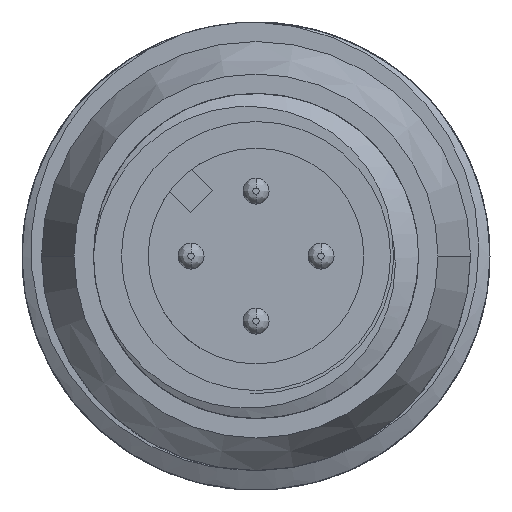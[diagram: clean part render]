
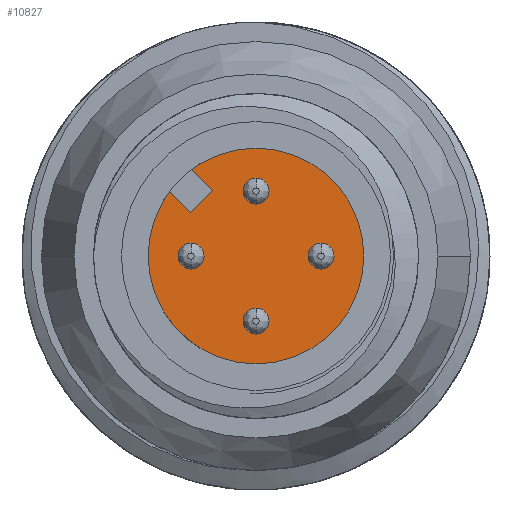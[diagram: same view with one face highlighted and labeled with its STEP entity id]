
A CAD part, front view. The second image highlights one B-rep face of the part: STEP entity #10827.
In plain terms, the highlighted planar face has unit normal (0, -1, 0).
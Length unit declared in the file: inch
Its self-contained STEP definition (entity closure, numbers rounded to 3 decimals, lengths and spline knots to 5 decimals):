
#1826=CARTESIAN_POINT('',(0.05453,-0.55906,0.));
#1827=DIRECTION('',(0.,-1.,0.));
#1828=DIRECTION('',(0.,0.,-1.));
#1829=AXIS2_PLACEMENT_3D('',#1826,#1827,#1828);
#1831=CARTESIAN_POINT('',(0.05453,-0.55906,0.));
#1832=DIRECTION('',(0.,1.,0.));
#1833=DIRECTION('',(0.,0.,-1.));
#1834=AXIS2_PLACEMENT_3D('',#1831,#1832,#1833);
#1844=CARTESIAN_POINT('',(0.05453,-0.55906,0.));
#1845=DIRECTION('',(0.,1.,0.));
#1846=DIRECTION('',(-0.597,0.,0.802));
#1847=AXIS2_PLACEMENT_3D('',#1844,#1845,#1846);
#1849=DIRECTION('',(0.707,0.,-0.707));
#1850=VECTOR('',#1849,0.04553);
#1851=CARTESIAN_POINT('',(-0.07649,-0.55906,
0.09761));
#1852=LINE('',#1851,#1850);
#1853=DIRECTION('',(0.707,0.,0.707));
#1854=VECTOR('',#1853,0.04724);
#1855=CARTESIAN_POINT('',(-0.0443,-0.55906,
0.06542));
#1856=LINE('',#1855,#1854);
#1857=DIRECTION('',(-0.707,0.,0.707));
#1858=VECTOR('',#1857,0.04553);
#1859=CARTESIAN_POINT('',(-0.01089,-0.55906,
0.09883));
#1860=LINE('',#1859,#1858);
#1861=CARTESIAN_POINT('',(0.05453,-0.55906,
0.09843));
#1862=DIRECTION('',(0.,-1.,0.));
#1863=DIRECTION('',(0.,0.,1.));
#1864=AXIS2_PLACEMENT_3D('',#1861,#1862,#1863);
#1866=CARTESIAN_POINT('',(0.05453,-0.55906,
0.09843));
#1867=DIRECTION('',(0.,-1.,0.));
#1868=DIRECTION('',(0.,0.,-1.));
#1869=AXIS2_PLACEMENT_3D('',#1866,#1867,#1868);
#1871=CARTESIAN_POINT('',(-0.0439,-0.55906,0.));
#1872=DIRECTION('',(0.,-1.,0.));
#1873=DIRECTION('',(0.,0.,1.));
#1874=AXIS2_PLACEMENT_3D('',#1871,#1872,#1873);
#1876=CARTESIAN_POINT('',(-0.0439,-0.55906,0.));
#1877=DIRECTION('',(0.,-1.,0.));
#1878=DIRECTION('',(0.,0.,-1.));
#1879=AXIS2_PLACEMENT_3D('',#1876,#1877,#1878);
#1881=CARTESIAN_POINT('',(0.15295,-0.55906,0.));
#1882=DIRECTION('',(0.,-1.,0.));
#1883=DIRECTION('',(0.,0.,1.));
#1884=AXIS2_PLACEMENT_3D('',#1881,#1882,#1883);
#1886=CARTESIAN_POINT('',(0.15295,-0.55906,0.));
#1887=DIRECTION('',(0.,-1.,0.));
#1888=DIRECTION('',(0.,0.,-1.));
#1889=AXIS2_PLACEMENT_3D('',#1886,#1887,#1888);
#1891=CARTESIAN_POINT('',(0.05453,-0.55906,
-0.09843));
#1892=DIRECTION('',(0.,-1.,0.));
#1893=DIRECTION('',(0.,0.,1.));
#1894=AXIS2_PLACEMENT_3D('',#1891,#1892,#1893);
#1896=CARTESIAN_POINT('',(0.05453,-0.55906,
-0.09843));
#1897=DIRECTION('',(0.,-1.,0.));
#1898=DIRECTION('',(0.,0.,-1.));
#1899=AXIS2_PLACEMENT_3D('',#1896,#1897,#1898);
#9129=CARTESIAN_POINT('',(0.05453,-0.55906,
-0.16339));
#9131=VERTEX_POINT('',#9129);
#9133=CARTESIAN_POINT('',(0.05453,-0.55906,
0.16339));
#9135=VERTEX_POINT('',#9133);
#9141=CARTESIAN_POINT('',(0.05453,-0.55906,
0.11811));
#9142=CARTESIAN_POINT('',(0.05453,-0.55906,
0.07874));
#9143=VERTEX_POINT('',#9141);
#9144=VERTEX_POINT('',#9142);
#9145=CARTESIAN_POINT('',(-0.0439,-0.55906,
0.01969));
#9146=CARTESIAN_POINT('',(-0.0439,-0.55906,
-0.01969));
#9147=VERTEX_POINT('',#9145);
#9148=VERTEX_POINT('',#9146);
#9149=CARTESIAN_POINT('',(0.15295,-0.55906,
0.01969));
#9150=CARTESIAN_POINT('',(0.15295,-0.55906,
-0.01969));
#9151=VERTEX_POINT('',#9149);
#9152=VERTEX_POINT('',#9150);
#9153=CARTESIAN_POINT('',(0.05453,-0.55906,
-0.07874));
#9154=CARTESIAN_POINT('',(0.05453,-0.55906,
-0.11811));
#9155=VERTEX_POINT('',#9153);
#9156=VERTEX_POINT('',#9154);
#9173=CARTESIAN_POINT('',(-0.07649,-0.55906,
0.09761));
#9174=VERTEX_POINT('',#9173);
#9175=CARTESIAN_POINT('',(-0.04309,-0.55906,
0.13102));
#9176=VERTEX_POINT('',#9175);
#9197=CARTESIAN_POINT('',(-0.0443,-0.55906,
0.06542));
#9198=VERTEX_POINT('',#9197);
#9199=CARTESIAN_POINT('',(-0.01089,-0.55906,
0.09883));
#9200=VERTEX_POINT('',#9199);
#10787=CARTESIAN_POINT('',(0.05453,-0.55906,0.));
#10788=DIRECTION('',(0.,-1.,0.));
#10789=DIRECTION('',(0.,0.,1.));
#10790=AXIS2_PLACEMENT_3D('',#10787,#10788,#10789);
#10791=PLANE('',#10790);
#10792=ORIENTED_EDGE('',*,*,#10771,.T.);
#10794=ORIENTED_EDGE('',*,*,#10793,.T.);
#10796=ORIENTED_EDGE('',*,*,#10795,.T.);
#10798=ORIENTED_EDGE('',*,*,#10797,.T.);
#10799=ORIENTED_EDGE('',*,*,#10776,.T.);
#10800=ORIENTED_EDGE('',*,*,#10758,.F.);
#10801=EDGE_LOOP('',(#10792,#10794,#10796,#10798,#10799,#10800));
#10802=FACE_OUTER_BOUND('',#10801,.F.);
#10804=ORIENTED_EDGE('',*,*,#10803,.T.);
#10806=ORIENTED_EDGE('',*,*,#10805,.T.);
#10807=EDGE_LOOP('',(#10804,#10806));
#10808=FACE_BOUND('',#10807,.F.);
#10810=ORIENTED_EDGE('',*,*,#10809,.T.);
#10812=ORIENTED_EDGE('',*,*,#10811,.T.);
#10813=EDGE_LOOP('',(#10810,#10812));
#10814=FACE_BOUND('',#10813,.F.);
#10816=ORIENTED_EDGE('',*,*,#10815,.T.);
#10818=ORIENTED_EDGE('',*,*,#10817,.T.);
#10819=EDGE_LOOP('',(#10816,#10818));
#10820=FACE_BOUND('',#10819,.F.);
#10822=ORIENTED_EDGE('',*,*,#10821,.T.);
#10824=ORIENTED_EDGE('',*,*,#10823,.T.);
#10825=EDGE_LOOP('',(#10822,#10824));
#10826=FACE_BOUND('',#10825,.F.);
#10827=ADVANCED_FACE('',(#10802,#10808,#10814,#10820,#10826),#10791,.T.);
#1830=CIRCLE('',#1829,0.16339);
#1835=CIRCLE('',#1834,0.16339);
#1848=CIRCLE('',#1847,0.16339);
#1865=CIRCLE('',#1864,0.01969);
#1870=CIRCLE('',#1869,0.01969);
#1875=CIRCLE('',#1874,0.01969);
#1880=CIRCLE('',#1879,0.01969);
#1885=CIRCLE('',#1884,0.01969);
#1890=CIRCLE('',#1889,0.01969);
#1895=CIRCLE('',#1894,0.01969);
#1900=CIRCLE('',#1899,0.01969);
#10758=EDGE_CURVE('',#9131,#9135,#1830,.T.);
#10771=EDGE_CURVE('',#9131,#9174,#1835,.T.);
#10776=EDGE_CURVE('',#9176,#9135,#1848,.T.);
#10793=EDGE_CURVE('',#9174,#9198,#1852,.T.);
#10795=EDGE_CURVE('',#9198,#9200,#1856,.T.);
#10797=EDGE_CURVE('',#9200,#9176,#1860,.T.);
#10803=EDGE_CURVE('',#9143,#9144,#1865,.T.);
#10805=EDGE_CURVE('',#9144,#9143,#1870,.T.);
#10809=EDGE_CURVE('',#9147,#9148,#1875,.T.);
#10811=EDGE_CURVE('',#9148,#9147,#1880,.T.);
#10815=EDGE_CURVE('',#9151,#9152,#1885,.T.);
#10817=EDGE_CURVE('',#9152,#9151,#1890,.T.);
#10821=EDGE_CURVE('',#9155,#9156,#1895,.T.);
#10823=EDGE_CURVE('',#9156,#9155,#1900,.T.);
